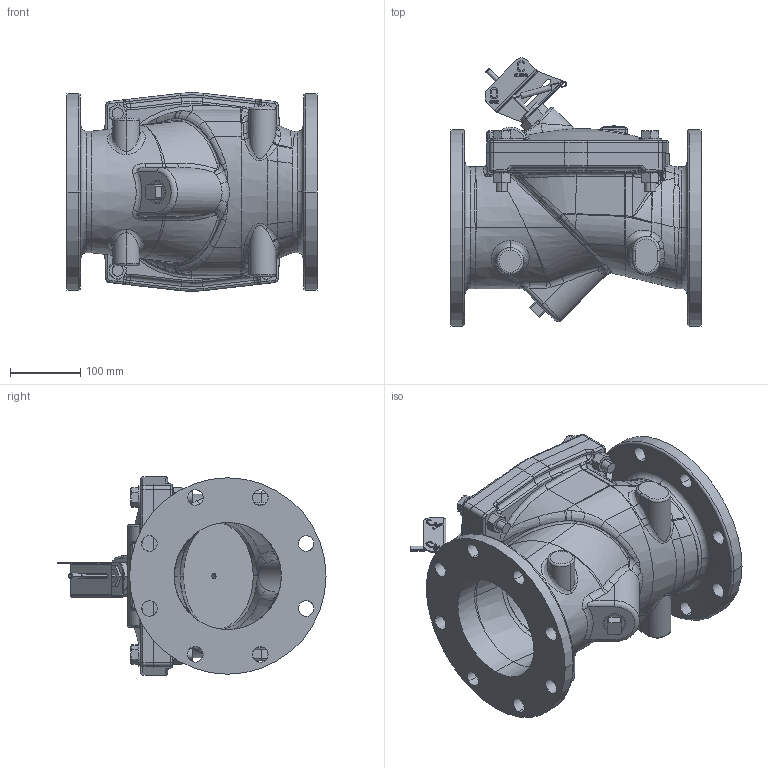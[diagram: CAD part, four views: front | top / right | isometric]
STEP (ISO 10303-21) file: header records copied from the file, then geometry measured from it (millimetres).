
FILE_DESCRIPTION((''),'2;1');
FILE_NAME('506AMI_ASM','2020-07-27T11:31:45',('tomb'),(''),'CREO PARAMETRIC BY PTC INC, 2020053','CREO PARAMETRIC BY PTC INC, 2020053','');
FILE_SCHEMA(('CONFIG_CONTROL_DESIGN'));
Products named in the file (28): M506C-1AW; DISC_506; METAL_ROD_506; METAL_PLATE_506; FABRIC_506; A506HP-3_ASM; M506A-2X005_AF0; M506A-2X005_ASM; FW009; HH161_22; HN015; PP0060; R502-57_5; P22-51; 506C_ASM; TAG504-14; 504-21; 504-25; 504-23; 504-22; 504-29; OR020; 504-27; 504-28; A504-14_ASM; 504-24; SPK-504-14_ASM; 506AMI_ASM
Assembly tree (39 placements, depth 4):
  506AMI_ASM
    506C_ASM
      M506C-1AW
      A506HP-3_ASM
        DISC_506
        METAL_ROD_506
        METAL_PLATE_506
        FABRIC_506
      M506A-2X005_ASM
        M506A-2X005_AF0
      FW009  x4
      HH161_22  x4
      HN015  x4
      PP0060  x2
      R502-57_5
      P22-51  x2
    SPK-504-14_ASM
      TAG504-14
      A504-14_ASM
        504-21
        504-25  x2
        504-23
        504-22
        504-29
        OR020
        504-27
        504-28
      504-24
Bounding box: 355.6 x 381.28 x 282.37 mm (x, y, z)
Volume: 6618623.5 mm3; surface area: 1289256.2 mm2
Topology: 34 solids, 38 shells, 1989 faces, 4856 edges, 2969 vertices
Faces by surface type: plane 691, bspline 573, cylinder 422, torus 153, cone 108, sphere 38, revolution 4
Entity records: 93841 total; most frequent: CARTESIAN_POINT 53379, ORIENTED_EDGE 8976, DIRECTION 7399, EDGE_CURVE 4496, VERTEX_POINT 2758, AXIS2_PLACEMENT_3D 2750, EDGE_LOOP 1952, VECTOR 1895
